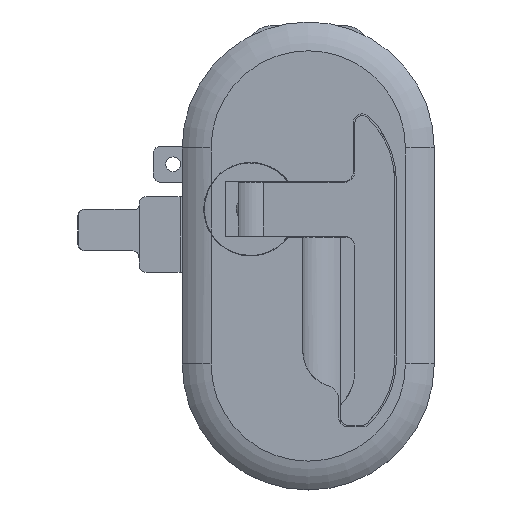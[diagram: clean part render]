
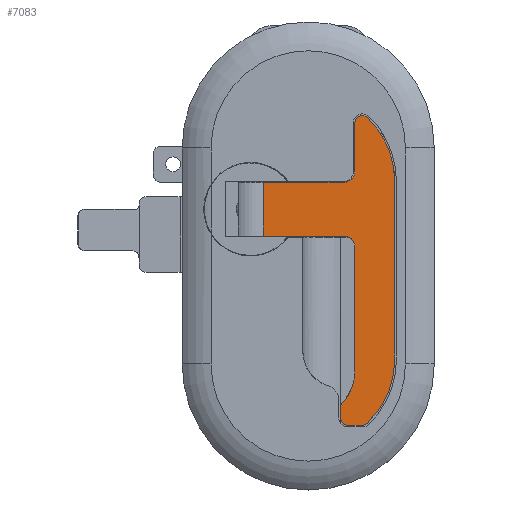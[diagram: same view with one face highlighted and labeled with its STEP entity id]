
A CAD part, top view. The second image highlights one B-rep face of the part: STEP entity #7083.
In plain terms, the highlighted planar face has unit normal (0, 0, 1).
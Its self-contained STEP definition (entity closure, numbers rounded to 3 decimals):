
#369 = EDGE_CURVE ( 'NONE', #11171, #13372, #10174, .T. ) ;
#376 = EDGE_CURVE ( 'NONE', #13424, #13385, #10187, .T. ) ;
#380 = EDGE_CURVE ( 'NONE', #13372, #13424, #10194, .T. ) ;
#381 = EDGE_CURVE ( 'NONE', #13385, #13427, #10195, .T. ) ;
#382 = EDGE_CURVE ( 'NONE', #13427, #13404, #10197, .T. ) ;
#383 = EDGE_CURVE ( 'NONE', #13404, #13444, #10198, .T. ) ;
#384 = EDGE_CURVE ( 'NONE', #13444, #13389, #10200, .T. ) ;
#385 = EDGE_CURVE ( 'NONE', #13389, #13386, #10201, .T. ) ;
#386 = EDGE_CURVE ( 'NONE', #13386, #13373, #10202, .T. ) ;
#387 = EDGE_CURVE ( 'NONE', #13373, #13390, #10204, .T. ) ;
#388 = EDGE_CURVE ( 'NONE', #13390, #13437, #10205, .T. ) ;
#389 = EDGE_CURVE ( 'NONE', #13437, #11145, #10207, .T. ) ;
#390 = EDGE_CURVE ( 'NONE', #11145, #11147, #10208, .T. ) ;
#391 = EDGE_CURVE ( 'NONE', #11147, #13425, #10209, .T. ) ;
#392 = EDGE_CURVE ( 'NONE', #13425, #13420, #10211, .T. ) ;
#393 = EDGE_CURVE ( 'NONE', #13420, #13441, #10212, .T. ) ;
#394 = EDGE_CURVE ( 'NONE', #13441, #11171, #10213, .T. ) ;
#1337 = FACE_OUTER_BOUND ( 'NONE', #5397, .T. ) ;
#2069 = CARTESIAN_POINT ( 'NONE',  ( 3.5, 7.5, 5.5 ) ) ;
#2070 = CARTESIAN_POINT ( 'NONE',  ( 27., -60., 5.5 ) ) ;
#2082 = CARTESIAN_POINT ( 'NONE',  ( 26., -7.5, 5.5 ) ) ;
#2083 = CARTESIAN_POINT ( 'NONE',  ( 25., -58., 5.5 ) ) ;
#2086 = CARTESIAN_POINT ( 'NONE',  ( 25., -55.098, 5.5 ) ) ;
#2087 = CARTESIAN_POINT ( 'NONE',  ( 30.993, -60., 5.5 ) ) ;
#2101 = CARTESIAN_POINT ( 'NONE',  ( 29., -44.9, 5.5 ) ) ;
#2117 = CARTESIAN_POINT ( 'NONE',  ( 29., 24., 5.5 ) ) ;
#2121 = CARTESIAN_POINT ( 'NONE',  ( 3.5, -7.5, 5.5 ) ) ;
#2122 = CARTESIAN_POINT ( 'NONE',  ( 32.364, 25.463, 5.5 ) ) ;
#2124 = CARTESIAN_POINT ( 'NONE',  ( 29., -10.5, 5.5 ) ) ;
#2134 = CARTESIAN_POINT ( 'NONE',  ( 32.356, -59.464, 5.5 ) ) ;
#2138 = CARTESIAN_POINT ( 'NONE',  ( 29., 10.5, 5.5 ) ) ;
#2141 = CARTESIAN_POINT ( 'NONE',  ( 25.533, -53.738, 5.5 ) ) ;
#4762 = AXIS2_PLACEMENT_3D ( 'NONE', #11269, #11271, #11273 ) ;
#4763 = AXIS2_PLACEMENT_3D ( 'NONE', #11281, #11283, #11285 ) ;
#4764 = AXIS2_PLACEMENT_3D ( 'NONE', #11290, #11292, #11294 ) ;
#4765 = AXIS2_PLACEMENT_3D ( 'NONE', #11300, #11302, #11304 ) ;
#4766 = AXIS2_PLACEMENT_3D ( 'NONE', #11312, #11314, #11316 ) ;
#4767 = AXIS2_PLACEMENT_3D ( 'NONE', #11319, #11321, #11323 ) ;
#4768 = AXIS2_PLACEMENT_3D ( 'NONE', #11331, #11333, #11335 ) ;
#4769 = AXIS2_PLACEMENT_3D ( 'NONE', #11338, #11340, #11342 ) ;
#4770 = AXIS2_PLACEMENT_3D ( 'NONE', #11350, #11352, #11354 ) ;
#4940 = ORIENTED_EDGE ( 'NONE', *, *, #380, .T. ) ;
#4941 = ORIENTED_EDGE ( 'NONE', *, *, #376, .T. ) ;
#4942 = ORIENTED_EDGE ( 'NONE', *, *, #381, .T. ) ;
#4943 = ORIENTED_EDGE ( 'NONE', *, *, #382, .T. ) ;
#4944 = ORIENTED_EDGE ( 'NONE', *, *, #383, .T. ) ;
#4945 = ORIENTED_EDGE ( 'NONE', *, *, #384, .T. ) ;
#4946 = ORIENTED_EDGE ( 'NONE', *, *, #385, .T. ) ;
#4947 = ORIENTED_EDGE ( 'NONE', *, *, #386, .T. ) ;
#4948 = ORIENTED_EDGE ( 'NONE', *, *, #387, .T. ) ;
#4949 = ORIENTED_EDGE ( 'NONE', *, *, #388, .T. ) ;
#4950 = ORIENTED_EDGE ( 'NONE', *, *, #389, .T. ) ;
#4951 = ORIENTED_EDGE ( 'NONE', *, *, #390, .T. ) ;
#4952 = ORIENTED_EDGE ( 'NONE', *, *, #391, .T. ) ;
#4953 = ORIENTED_EDGE ( 'NONE', *, *, #392, .T. ) ;
#4954 = ORIENTED_EDGE ( 'NONE', *, *, #393, .T. ) ;
#4955 = ORIENTED_EDGE ( 'NONE', *, *, #394, .T. ) ;
#4956 = ORIENTED_EDGE ( 'NONE', *, *, #369, .T. ) ;
#5397 = EDGE_LOOP ( 'NONE', ( #4940, #4941, #4942, #4943, #4944, #4945, #4946, #4947, #4948, #4949, #4950, #4951, #4952, #4953, #4954, #4955, #4956 ) ) ;
#6871 = AXIS2_PLACEMENT_3D ( 'NONE', #13565, #13570, #13571 ) ;
#7083 = ADVANCED_FACE ( 'NONE', ( #1337 ), #13568, .F. ) ;
#10174 = LINE ( 'NONE', #11183, #10176 ) ;
#10176 = VECTOR ( 'NONE', #11174, 1000. ) ;
#10187 = LINE ( 'NONE', #11237, #10190 ) ;
#10190 = VECTOR ( 'NONE', #11240, 1000. ) ;
#10194 = LINE ( 'NONE', #11243, #10196 ) ;
#10195 = CIRCLE ( 'NONE', #4762, 3. ) ;
#10196 = VECTOR ( 'NONE', #11245, 1000. ) ;
#10197 = LINE ( 'NONE', #11255, #10199 ) ;
#10198 = CIRCLE ( 'NONE', #4763, 13. ) ;
#10199 = VECTOR ( 'NONE', #11257, 1000. ) ;
#10200 = CIRCLE ( 'NONE', #4764, 2. ) ;
#10201 = LINE ( 'NONE', #11276, #10203 ) ;
#10202 = CIRCLE ( 'NONE', #4765, 2. ) ;
#10203 = VECTOR ( 'NONE', #11279, 1000. ) ;
#10204 = LINE ( 'NONE', #11286, #10206 ) ;
#10205 = CIRCLE ( 'NONE', #4766, 2. ) ;
#10206 = VECTOR ( 'NONE', #11288, 1000. ) ;
#10207 = CIRCLE ( 'NONE', #4767, 24. ) ;
#10208 = LINE ( 'NONE', #11307, #10210 ) ;
#10209 = CIRCLE ( 'NONE', #4768, 24. ) ;
#10210 = VECTOR ( 'NONE', #11310, 1000. ) ;
#10211 = CIRCLE ( 'NONE', #4769, 2. ) ;
#10212 = LINE ( 'NONE', #11326, #10214 ) ;
#10213 = CIRCLE ( 'NONE', #4770, 3. ) ;
#10214 = VECTOR ( 'NONE', #11329, 1000. ) ;
#11145 = VERTEX_POINT ( 'NONE', #12838 ) ;
#11147 = VERTEX_POINT ( 'NONE', #12839 ) ;
#11171 = VERTEX_POINT ( 'NONE', #12853 ) ;
#11174 = DIRECTION ( 'NONE',  ( -1., 0., 0. ) ) ;
#11183 = CARTESIAN_POINT ( 'NONE',  ( -2.5, 7.5, 5.5 ) ) ;
#11237 = CARTESIAN_POINT ( 'NONE',  ( -2.5, -7.5, 5.5 ) ) ;
#11240 = DIRECTION ( 'NONE',  ( 1., 0., 0. ) ) ;
#11243 = CARTESIAN_POINT ( 'NONE',  ( 3.5, 7.5, 5.5 ) ) ;
#11245 = DIRECTION ( 'NONE',  ( 0., -1., 0. ) ) ;
#11255 = CARTESIAN_POINT ( 'NONE',  ( 29., -7.5, 5.5 ) ) ;
#11257 = DIRECTION ( 'NONE',  ( 0., -1., 0. ) ) ;
#11269 = CARTESIAN_POINT ( 'NONE',  ( 26., -10.5, 5.5 ) ) ;
#11271 = DIRECTION ( 'NONE',  ( 0., 0., -1. ) ) ;
#11273 = DIRECTION ( 'NONE',  ( -1., 0., 0. ) ) ;
#11276 = CARTESIAN_POINT ( 'NONE',  ( 25., -55.098, 5.5 ) ) ;
#11279 = DIRECTION ( 'NONE',  ( 0., -1., 0. ) ) ;
#11281 = CARTESIAN_POINT ( 'NONE',  ( 16., -44.9, 5.5 ) ) ;
#11283 = DIRECTION ( 'NONE',  ( 0., 0., -1. ) ) ;
#11285 = DIRECTION ( 'NONE',  ( -1., 0., 0. ) ) ;
#11286 = CARTESIAN_POINT ( 'NONE',  ( 27., -60., 5.5 ) ) ;
#11288 = DIRECTION ( 'NONE',  ( 1., 0., 0. ) ) ;
#11290 = CARTESIAN_POINT ( 'NONE',  ( 27., -55.098, 5.5 ) ) ;
#11292 = DIRECTION ( 'NONE',  ( 0., 0., 1. ) ) ;
#11294 = DIRECTION ( 'NONE',  ( 1., 0., 0. ) ) ;
#11300 = CARTESIAN_POINT ( 'NONE',  ( 27., -58., 5.5 ) ) ;
#11302 = DIRECTION ( 'NONE',  ( 0., 0., 1. ) ) ;
#11304 = DIRECTION ( 'NONE',  ( 1., 0., 0. ) ) ;
#11307 = CARTESIAN_POINT ( 'NONE',  ( 40., 7.907, 5.5 ) ) ;
#11310 = DIRECTION ( 'NONE',  ( 0., 1., 0. ) ) ;
#11312 = CARTESIAN_POINT ( 'NONE',  ( 30.993, -58., 5.5 ) ) ;
#11314 = DIRECTION ( 'NONE',  ( 0., 0., 1. ) ) ;
#11316 = DIRECTION ( 'NONE',  ( 1., 0., 0. ) ) ;
#11319 = CARTESIAN_POINT ( 'NONE',  ( 16., -41.9, 5.5 ) ) ;
#11321 = DIRECTION ( 'NONE',  ( 0., 0., 1. ) ) ;
#11323 = DIRECTION ( 'NONE',  ( -1., 0., 0. ) ) ;
#11326 = CARTESIAN_POINT ( 'NONE',  ( 29., 7.5, 5.5 ) ) ;
#11329 = DIRECTION ( 'NONE',  ( 0., -1., 0. ) ) ;
#11331 = CARTESIAN_POINT ( 'NONE',  ( 16., 7.907, 5.5 ) ) ;
#11333 = DIRECTION ( 'NONE',  ( 0., 0., 1. ) ) ;
#11335 = DIRECTION ( 'NONE',  ( -1., 0., 0. ) ) ;
#11338 = CARTESIAN_POINT ( 'NONE',  ( 31., 24., 5.5 ) ) ;
#11340 = DIRECTION ( 'NONE',  ( 0., 0., 1. ) ) ;
#11342 = DIRECTION ( 'NONE',  ( -1., 0., 0. ) ) ;
#11350 = CARTESIAN_POINT ( 'NONE',  ( 26., 10.5, 5.5 ) ) ;
#11352 = DIRECTION ( 'NONE',  ( 0., 0., -1. ) ) ;
#11354 = DIRECTION ( 'NONE',  ( -1., 0., 0. ) ) ;
#12838 = CARTESIAN_POINT ( 'NONE',  ( 40., -41.9, 5.5 ) ) ;
#12839 = CARTESIAN_POINT ( 'NONE',  ( 40., 7.907, 5.5 ) ) ;
#12853 = CARTESIAN_POINT ( 'NONE',  ( 26., 7.5, 5.5 ) ) ;
#13372 = VERTEX_POINT ( 'NONE', #2069 ) ;
#13373 = VERTEX_POINT ( 'NONE', #2070 ) ;
#13385 = VERTEX_POINT ( 'NONE', #2082 ) ;
#13386 = VERTEX_POINT ( 'NONE', #2083 ) ;
#13389 = VERTEX_POINT ( 'NONE', #2086 ) ;
#13390 = VERTEX_POINT ( 'NONE', #2087 ) ;
#13404 = VERTEX_POINT ( 'NONE', #2101 ) ;
#13420 = VERTEX_POINT ( 'NONE', #2117 ) ;
#13424 = VERTEX_POINT ( 'NONE', #2121 ) ;
#13425 = VERTEX_POINT ( 'NONE', #2122 ) ;
#13427 = VERTEX_POINT ( 'NONE', #2124 ) ;
#13437 = VERTEX_POINT ( 'NONE', #2134 ) ;
#13441 = VERTEX_POINT ( 'NONE', #2138 ) ;
#13444 = VERTEX_POINT ( 'NONE', #2141 ) ;
#13565 = CARTESIAN_POINT ( 'NONE',  ( 16., -44.9, 5.5 ) ) ;
#13568 = PLANE ( 'NONE',  #6871 ) ;
#13570 = DIRECTION ( 'NONE',  ( 0., 0., -1. ) ) ;
#13571 = DIRECTION ( 'NONE',  ( -1., 0., 0. ) ) ;
